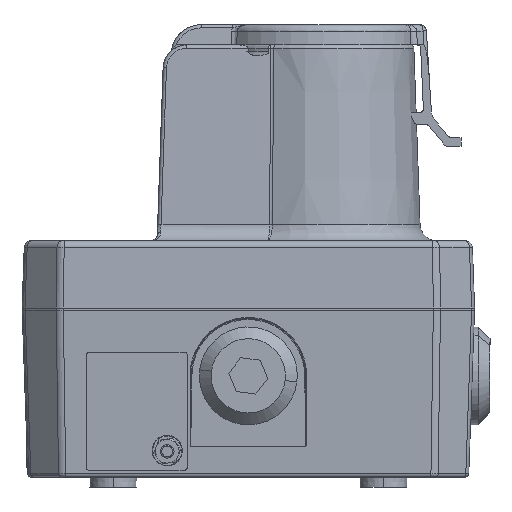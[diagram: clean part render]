
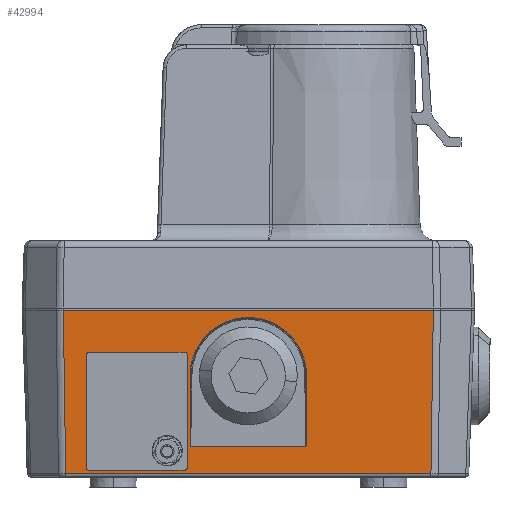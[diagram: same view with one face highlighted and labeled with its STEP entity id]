
A CAD part, left-side view. The second image highlights one B-rep face of the part: STEP entity #42994.
In plain terms, the highlighted planar face has unit normal (-0.999, 0, -0.035).
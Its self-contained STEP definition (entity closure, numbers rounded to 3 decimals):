
#1091 = CARTESIAN_POINT ( 'NONE',  ( -65.571, 17.068, 9.087 ) ) ;
#1145 = CARTESIAN_POINT ( 'NONE',  ( -66.741, 11.862, 42.597 ) ) ;
#1222 = CARTESIAN_POINT ( 'NONE',  ( -66.755, 11.408, 42.995 ) ) ;
#1324 = CARTESIAN_POINT ( 'NONE',  ( -66.312, -17.252, 30.295 ) ) ;
#1819 = CARTESIAN_POINT ( 'NONE',  ( -66.593, -15.183, 38.356 ) ) ;
#2692 = CARTESIAN_POINT ( 'NONE',  ( -66.755, 11.408, 42.995 ) ) ;
#4520 = LINE ( 'NONE', #4759, #15451 ) ;
#4759 = CARTESIAN_POINT ( 'NONE',  ( -67., -56.037, 50. ) ) ;
#5375 = CARTESIAN_POINT ( 'NONE',  ( -65.571, 17.068, 9.087 ) ) ;
#5604 = CARTESIAN_POINT ( 'NONE',  ( -66.574, 15.435, 37.81 ) ) ;
#5793 = CARTESIAN_POINT ( 'NONE',  ( -66.354, -17.207, 31.501 ) ) ;
#5827 = DIRECTION ( 'NONE',  ( 0.035, -0.014, -0.999 ) ) ;
#6686 = DIRECTION ( 'NONE',  ( -0.999, 0., -0.035 ) ) ;
#6920 = CARTESIAN_POINT ( 'NONE',  ( -67., -56.037, 50. ) ) ;
#7335 = EDGE_LOOP ( 'NONE', ( #10901, #22241, #25493, #44414, #14530, #40904 ) ) ;
#8336 = CARTESIAN_POINT ( 'NONE',  ( -65.571, 17.318, 9.087 ) ) ;
#8750 = EDGE_CURVE ( 'NONE', #35358, #42319, #25199, .T. ) ;
#8802 = CARTESIAN_POINT ( 'NONE',  ( -66.312, 17.252, 30.295 ) ) ;
#9096 = CARTESIAN_POINT ( 'NONE',  ( -66.354, 17.239, 31.501 ) ) ;
#10099 = VERTEX_POINT ( 'NONE', #46097 ) ;
#10340 = CARTESIAN_POINT ( 'NONE',  ( -66.312, -17.252, 30.295 ) ) ;
#10901 = ORIENTED_EDGE ( 'NONE', *, *, #24591, .T. ) ;
#12530 =( BOUNDED_CURVE ( )  B_SPLINE_CURVE ( 3, ( #2692, #45904, #41666, #16743 ),
 .UNSPECIFIED., .F., .T. ) 
 B_SPLINE_CURVE_WITH_KNOTS ( ( 4, 4 ),
 ( 2.422, 3.862 ),
 .UNSPECIFIED. ) 
 CURVE ( )  GEOMETRIC_REPRESENTATION_ITEM ( )  RATIONAL_B_SPLINE_CURVE ( ( 1., 0.835, 0.835, 1. ) ) 
 REPRESENTATION_ITEM ( '' )  );
#12570 = CARTESIAN_POINT ( 'NONE',  ( -65.849, 17.387, 17.051 ) ) ;
#12624 = CARTESIAN_POINT ( 'NONE',  ( -66.755, 11.408, 42.995 ) ) ;
#12863 = CARTESIAN_POINT ( 'NONE',  ( -66.593, 15.153, 38.346 ) ) ;
#13005 = CARTESIAN_POINT ( 'NONE',  ( -65.571, -56.037, 9.087 ) ) ;
#13314 = EDGE_CURVE ( 'NONE', #26005, #35237, #26234, .T. ) ;
#14530 = ORIENTED_EDGE ( 'NONE', *, *, #22529, .T. ) ;
#15451 = VECTOR ( 'NONE', #26257, 1000. ) ;
#15613 = CARTESIAN_POINT ( 'NONE',  ( -65.571, -17.068, 9.087 ) ) ;
#16109 = CARTESIAN_POINT ( 'NONE',  ( -66.312, -17.252, 30.295 ) ) ;
#16141 = CARTESIAN_POINT ( 'NONE',  ( -66.312, 17.252, 30.295 ) ) ;
#16335 = CARTESIAN_POINT ( 'NONE',  ( -66.755, -11.408, 42.995 ) ) ;
#16366 = CARTESIAN_POINT ( 'NONE',  ( -66.727, 12.295, 42.175 ) ) ;
#16743 = CARTESIAN_POINT ( 'NONE',  ( -66.755, -11.408, 42.995 ) ) ;
#16775 = CARTESIAN_POINT ( 'NONE',  ( -66.477, -16.544, 35.025 ) ) ;
#16992 = CARTESIAN_POINT ( 'NONE',  ( -66.517, -16.159, 36.162 ) ) ;
#19601 = VECTOR ( 'NONE', #20218, 1000. ) ;
#19622 = CARTESIAN_POINT ( 'NONE',  ( -66.396, 17.1, 32.695 ) ) ;
#19807 = EDGE_CURVE ( 'NONE', #21504, #36637, #22635, .T. ) ;
#19860 = CARTESIAN_POINT ( 'NONE',  ( -66.696, 13.11, 41.292 ) ) ;
#20218 = DIRECTION ( 'NONE',  ( 0., 1., 0. ) ) ;
#21195 = DIRECTION ( 'NONE',  ( 0.035, 0., -0.999 ) ) ;
#21504 = VERTEX_POINT ( 'NONE', #10340 ) ;
#22224 = CARTESIAN_POINT ( 'NONE',  ( -66.755, -11.408, 42.995 ) ) ;
#22241 = ORIENTED_EDGE ( 'NONE', *, *, #31755, .T. ) ;
#22345 =( BOUNDED_CURVE ( )  B_SPLINE_CURVE ( 3, ( #1091, #8336, #12570, #8802 ),
 .UNSPECIFIED., .F., .T. ) 
 B_SPLINE_CURVE_WITH_KNOTS ( ( 4, 4 ),
 ( 3.141, 4.319 ),
 .UNSPECIFIED. ) 
 CURVE ( )  GEOMETRIC_REPRESENTATION_ITEM ( )  RATIONAL_B_SPLINE_CURVE ( ( 1., 0.888, 0.888, 1. ) ) 
 REPRESENTATION_ITEM ( '' )  );
#22529 = EDGE_CURVE ( 'NONE', #30682, #35358, #22345, .T. ) ;
#22635 =( BOUNDED_CURVE ( )  B_SPLINE_CURVE ( 3, ( #1324, #40058, #23745, #15613 ),
 .UNSPECIFIED., .F., .F. ) 
 B_SPLINE_CURVE_WITH_KNOTS ( ( 4, 4 ),
 ( 5.105, 6.283 ),
 .UNSPECIFIED. ) 
 CURVE ( )  GEOMETRIC_REPRESENTATION_ITEM ( )  RATIONAL_B_SPLINE_CURVE ( ( 1., 0.888, 0.888, 1. ) ) 
 REPRESENTATION_ITEM ( '' )  );
#22666 = ORIENTED_EDGE ( 'NONE', *, *, #37611, .T. ) ;
#22679 = CARTESIAN_POINT ( 'NONE',  ( -66.664, 13.875, 40.372 ) ) ;
#23637 = CARTESIAN_POINT ( 'NONE',  ( -66.944, 54.772, 48.399 ) ) ;
#23745 = CARTESIAN_POINT ( 'NONE',  ( -65.571, -17.318, 9.087 ) ) ;
#24591 = EDGE_CURVE ( 'NONE', #42319, #30502, #12530, .T. ) ;
#24717 = FACE_BOUND ( 'NONE', #7335, .T. ) ;
#25199 = B_SPLINE_CURVE_WITH_KNOTS ( 'NONE', 3,
 ( #16141, #9096, #19622, #30214, #40563, #5604, #12863, #37285, #22679, #19860, #16366, #1145, #12624 ),
 .UNSPECIFIED., .F., .F.,
 ( 4, 2, 2, 2, 1, 2, 4 ),
 ( 0., 0.004, 0.007, 0.009, 0.011, 0.013, 0.014 ),
 .UNSPECIFIED. ) ;
#25359 = EDGE_CURVE ( 'NONE', #36637, #30682, #44947, .T. ) ;
#25493 = ORIENTED_EDGE ( 'NONE', *, *, #19807, .T. ) ;
#26005 = VERTEX_POINT ( 'NONE', #37090 ) ;
#26234 = LINE ( 'NONE', #37114, #37865 ) ;
#26257 = DIRECTION ( 'NONE',  ( 0., 1., 0. ) ) ;
#26841 = CARTESIAN_POINT ( 'NONE',  ( -66.437, -16.867, 33.873 ) ) ;
#27311 = CARTESIAN_POINT ( 'NONE',  ( -66.728, -12.316, 42.199 ) ) ;
#28812 = EDGE_LOOP ( 'NONE', ( #41535, #22666, #45117, #43737 ) ) ;
#30214 = CARTESIAN_POINT ( 'NONE',  ( -66.478, 16.57, 35.047 ) ) ;
#30454 = LINE ( 'NONE', #23637, #36841 ) ;
#30502 = VERTEX_POINT ( 'NONE', #22224 ) ;
#30605 = AXIS2_PLACEMENT_3D ( 'NONE', #6920, #6686, #21195 ) ;
#30659 = EDGE_CURVE ( 'NONE', #45500, #26005, #30454, .T. ) ;
#30682 = VERTEX_POINT ( 'NONE', #5375 ) ;
#31031 = CARTESIAN_POINT ( 'NONE',  ( -65.571, -17.068, 9.087 ) ) ;
#31091 = CARTESIAN_POINT ( 'NONE',  ( -66.629, -14.573, 39.384 ) ) ;
#31755 = EDGE_CURVE ( 'NONE', #30502, #21504, #37723, .T. ) ;
#31852 = CARTESIAN_POINT ( 'NONE',  ( -67., 54.795, 50. ) ) ;
#32009 = PLANE ( 'NONE',  #30605 ) ;
#33701 = CARTESIAN_POINT ( 'NONE',  ( -67.001, -54.795, 50.018 ) ) ;
#34027 = DIRECTION ( 'NONE',  ( 0., -1., 0. ) ) ;
#35237 = VERTEX_POINT ( 'NONE', #35377 ) ;
#35358 = VERTEX_POINT ( 'NONE', #44063 ) ;
#35377 = CARTESIAN_POINT ( 'NONE',  ( -65.288, -54.085, 0.965 ) ) ;
#36637 = VERTEX_POINT ( 'NONE', #31031 ) ;
#36841 = VECTOR ( 'NONE', #5827, 1000. ) ;
#37090 = CARTESIAN_POINT ( 'NONE',  ( -65.288, 54.085, 0.965 ) ) ;
#37114 = CARTESIAN_POINT ( 'NONE',  ( -65.288, -54.071, 0.965 ) ) ;
#37285 = CARTESIAN_POINT ( 'NONE',  ( -66.629, 14.539, 39.378 ) ) ;
#37611 = EDGE_CURVE ( 'NONE', #10099, #45500, #4520, .T. ) ;
#37723 = B_SPLINE_CURVE_WITH_KNOTS ( 'NONE', 3,
 ( #16335, #27311, #41241, #31091, #1819, #45469, #16992, #16775, #26841, #38412, #5793, #41699, #16109 ),
 .UNSPECIFIED., .F., .F.,
 ( 4, 2, 2, 2, 1, 2, 4 ),
 ( 0., 0.004, 0.007, 0.009, 0.011, 0.013, 0.014 ),
 .UNSPECIFIED. ) ;
#37865 = VECTOR ( 'NONE', #34027, 1000. ) ;
#38412 = CARTESIAN_POINT ( 'NONE',  ( -66.396, -17.068, 32.694 ) ) ;
#38857 = FACE_OUTER_BOUND ( 'NONE', #28812, .T. ) ;
#40058 = CARTESIAN_POINT ( 'NONE',  ( -65.849, -17.387, 17.051 ) ) ;
#40430 = VECTOR ( 'NONE', #44303, 1000. ) ;
#40563 = CARTESIAN_POINT ( 'NONE',  ( -66.517, 16.186, 36.178 ) ) ;
#40904 = ORIENTED_EDGE ( 'NONE', *, *, #8750, .T. ) ;
#41241 = CARTESIAN_POINT ( 'NONE',  ( -66.697, -13.132, 41.316 ) ) ;
#41250 = LINE ( 'NONE', #33701, #40430 ) ;
#41535 = ORIENTED_EDGE ( 'NONE', *, *, #44792, .T. ) ;
#41666 = CARTESIAN_POINT ( 'NONE',  ( -66.965, -4.557, 49.005 ) ) ;
#41699 = CARTESIAN_POINT ( 'NONE',  ( -66.333, -17.246, 30.898 ) ) ;
#42319 = VERTEX_POINT ( 'NONE', #1222 ) ;
#42994 = ADVANCED_FACE ( 'NONE', ( #24717, #38857 ), #32009, .T. ) ;
#43737 = ORIENTED_EDGE ( 'NONE', *, *, #13314, .T. ) ;
#44063 = CARTESIAN_POINT ( 'NONE',  ( -66.312, 17.252, 30.295 ) ) ;
#44303 = DIRECTION ( 'NONE',  ( -0.035, -0.014, 0.999 ) ) ;
#44414 = ORIENTED_EDGE ( 'NONE', *, *, #25359, .T. ) ;
#44792 = EDGE_CURVE ( 'NONE', #35237, #10099, #41250, .T. ) ;
#44947 = LINE ( 'NONE', #13005, #19601 ) ;
#45117 = ORIENTED_EDGE ( 'NONE', *, *, #30659, .T. ) ;
#45469 = CARTESIAN_POINT ( 'NONE',  ( -66.536, -15.935, 36.724 ) ) ;
#45500 = VERTEX_POINT ( 'NONE', #31852 ) ;
#45904 = CARTESIAN_POINT ( 'NONE',  ( -66.965, 4.557, 49.005 ) ) ;
#46097 = CARTESIAN_POINT ( 'NONE',  ( -67., -54.795, 50. ) ) ;
